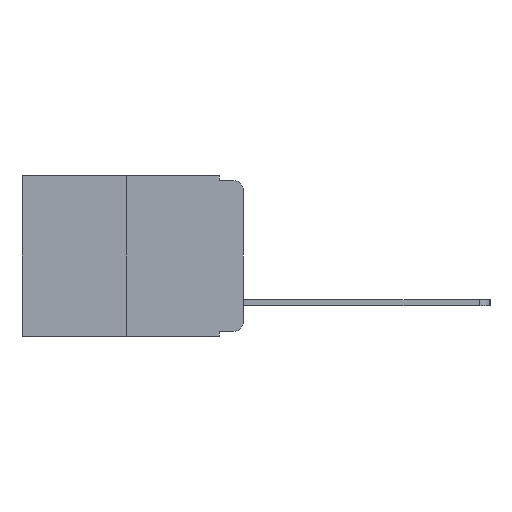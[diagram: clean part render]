
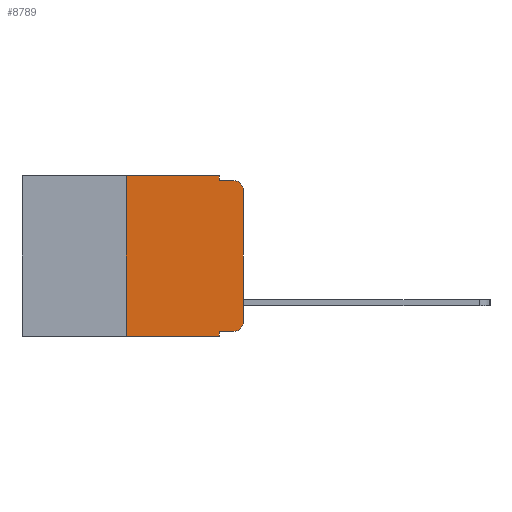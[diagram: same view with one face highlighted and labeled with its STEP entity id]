
A CAD part, left-side view. The second image highlights one B-rep face of the part: STEP entity #8789.
In plain terms, the highlighted planar face has unit normal (-1, 0, 0).
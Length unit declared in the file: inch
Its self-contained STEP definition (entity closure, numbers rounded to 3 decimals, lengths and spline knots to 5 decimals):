
#310 = VECTOR ( 'NONE', #16210, 39.37008 ) ;
#579 = CARTESIAN_POINT ( 'NONE',  ( 0., 0.051, -0.01 ) ) ;
#891 = VERTEX_POINT ( 'NONE', #6905 ) ;
#1197 = VERTEX_POINT ( 'NONE', #7330 ) ;
#2039 = VECTOR ( 'NONE', #2183, 39.37008 ) ;
#2093 = DIRECTION ( 'NONE',  ( 0., -1., 0. ) ) ;
#2183 = DIRECTION ( 'NONE',  ( 0., 0., -1. ) ) ;
#2222 = CARTESIAN_POINT ( 'NONE',  ( 0., 0.473, -0.343 ) ) ;
#2628 = VERTEX_POINT ( 'NONE', #11006 ) ;
#2876 = CARTESIAN_POINT ( 'NONE',  ( 0., 0.051, -0.333 ) ) ;
#2892 = LINE ( 'NONE', #3199, #13629 ) ;
#3199 = CARTESIAN_POINT ( 'NONE',  ( 0., 0.051, -0.333 ) ) ;
#3449 = CARTESIAN_POINT ( 'NONE',  ( 0., 0.051, 0. ) ) ;
#4308 = ORIENTED_EDGE ( 'NONE', *, *, #13205, .F. ) ;
#4398 = LINE ( 'NONE', #2222, #310 ) ;
#4561 = ORIENTED_EDGE ( 'NONE', *, *, #17387, .T. ) ;
#5193 = CARTESIAN_POINT ( 'NONE',  ( 0., 0.02, -0.03 ) ) ;
#5208 = VERTEX_POINT ( 'NONE', #14681 ) ;
#5432 = ORIENTED_EDGE ( 'NONE', *, *, #10379, .T. ) ;
#5434 = CARTESIAN_POINT ( 'NONE',  ( 0., 0., 0. ) ) ;
#5662 = VERTEX_POINT ( 'NONE', #579 ) ;
#5823 = CARTESIAN_POINT ( 'NONE',  ( 0., 0., -0.313 ) ) ;
#6004 = AXIS2_PLACEMENT_3D ( 'NONE', #14635, #6476, #15949 ) ;
#6106 = VECTOR ( 'NONE', #8607, 39.37008 ) ;
#6372 = ORIENTED_EDGE ( 'NONE', *, *, #11023, .F. ) ;
#6476 = DIRECTION ( 'NONE',  ( -1., 0., 0. ) ) ;
#6490 = ORIENTED_EDGE ( 'NONE', *, *, #10987, .F. ) ;
#6504 = EDGE_CURVE ( 'NONE', #7766, #891, #9801, .T. ) ;
#6676 = DIRECTION ( 'NONE',  ( 0., 0., -1. ) ) ;
#6714 = ORIENTED_EDGE ( 'NONE', *, *, #14645, .T. ) ;
#6904 = DIRECTION ( 'NONE',  ( 0., 0., 1. ) ) ;
#6905 = CARTESIAN_POINT ( 'NONE',  ( 0., 0.051, -0.343 ) ) ;
#7330 = CARTESIAN_POINT ( 'NONE',  ( 0., 0.051, 0. ) ) ;
#7375 = EDGE_CURVE ( 'NONE', #2628, #10567, #16831, .T. ) ;
#7520 = VECTOR ( 'NONE', #8056, 39.37008 ) ;
#7573 = ORIENTED_EDGE ( 'NONE', *, *, #12986, .F. ) ;
#7625 = DIRECTION ( 'NONE',  ( 0., -1., 0. ) ) ;
#7766 = VERTEX_POINT ( 'NONE', #2876 ) ;
#7917 = CARTESIAN_POINT ( 'NONE',  ( 0., 0.473, 0. ) ) ;
#8056 = DIRECTION ( 'NONE',  ( 0., -1., 0. ) ) ;
#8607 = DIRECTION ( 'NONE',  ( 0., 0., 1. ) ) ;
#8789 = ADVANCED_FACE ( 'NONE', ( #15406 ), #9252, .F. ) ;
#8849 = LINE ( 'NONE', #16048, #11992 ) ;
#9006 = VERTEX_POINT ( 'NONE', #12282 ) ;
#9106 = CIRCLE ( 'NONE', #10785, 0.02 ) ;
#9185 = LINE ( 'NONE', #3449, #16281 ) ;
#9252 = PLANE ( 'NONE',  #14145 ) ;
#9307 = DIRECTION ( 'NONE',  ( 0., 0., -1. ) ) ;
#9699 = LINE ( 'NONE', #5434, #16377 ) ;
#9732 = EDGE_CURVE ( 'NONE', #17169, #9006, #9106, .T. ) ;
#9801 = LINE ( 'NONE', #16339, #2039 ) ;
#10012 = ORIENTED_EDGE ( 'NONE', *, *, #9732, .T. ) ;
#10379 = EDGE_CURVE ( 'NONE', #10567, #17169, #9699, .T. ) ;
#10567 = VERTEX_POINT ( 'NONE', #5823 ) ;
#10785 = AXIS2_PLACEMENT_3D ( 'NONE', #5193, #14816, #6676 ) ;
#10987 = EDGE_CURVE ( 'NONE', #17969, #1197, #8849, .T. ) ;
#11006 = CARTESIAN_POINT ( 'NONE',  ( 0., 0.02, -0.333 ) ) ;
#11023 = EDGE_CURVE ( 'NONE', #5662, #9006, #11155, .T. ) ;
#11155 = LINE ( 'NONE', #14785, #7520 ) ;
#11374 = ORIENTED_EDGE ( 'NONE', *, *, #7375, .T. ) ;
#11992 = VECTOR ( 'NONE', #2093, 39.37008 ) ;
#12282 = CARTESIAN_POINT ( 'NONE',  ( 0., 0.02, -0.01 ) ) ;
#12986 = EDGE_CURVE ( 'NONE', #5208, #17969, #13359, .T. ) ;
#13205 = EDGE_CURVE ( 'NONE', #1197, #5662, #9185, .T. ) ;
#13228 = DIRECTION ( 'NONE',  ( 0., 0., -1. ) ) ;
#13359 = LINE ( 'NONE', #17897, #6106 ) ;
#13629 = VECTOR ( 'NONE', #7625, 39.37008 ) ;
#14145 = AXIS2_PLACEMENT_3D ( 'NONE', #7917, #17264, #9307 ) ;
#14399 = ORIENTED_EDGE ( 'NONE', *, *, #6504, .F. ) ;
#14635 = CARTESIAN_POINT ( 'NONE',  ( 0., 0.02, -0.313 ) ) ;
#14645 = EDGE_CURVE ( 'NONE', #7766, #2628, #2892, .T. ) ;
#14681 = CARTESIAN_POINT ( 'NONE',  ( 0., 0.25, -0.343 ) ) ;
#14785 = CARTESIAN_POINT ( 'NONE',  ( 0., 0.051, -0.01 ) ) ;
#14816 = DIRECTION ( 'NONE',  ( -1., 0., 0. ) ) ;
#15406 = FACE_OUTER_BOUND ( 'NONE', #16332, .T. ) ;
#15949 = DIRECTION ( 'NONE',  ( 0., 0., -1. ) ) ;
#16048 = CARTESIAN_POINT ( 'NONE',  ( 0., 0.473, 0. ) ) ;
#16210 = DIRECTION ( 'NONE',  ( 0., -1., 0. ) ) ;
#16281 = VECTOR ( 'NONE', #13228, 39.37008 ) ;
#16332 = EDGE_LOOP ( 'NONE', ( #5432, #10012, #6372, #4308, #6490, #7573, #4561, #14399, #6714, #11374 ) ) ;
#16339 = CARTESIAN_POINT ( 'NONE',  ( 0., 0.051, 0. ) ) ;
#16377 = VECTOR ( 'NONE', #6904, 39.37008 ) ;
#16831 = CIRCLE ( 'NONE', #6004, 0.02 ) ;
#17112 = CARTESIAN_POINT ( 'NONE',  ( 0., 0., -0.03 ) ) ;
#17169 = VERTEX_POINT ( 'NONE', #17112 ) ;
#17264 = DIRECTION ( 'NONE',  ( 1., 0., 0. ) ) ;
#17387 = EDGE_CURVE ( 'NONE', #5208, #891, #4398, .T. ) ;
#17437 = CARTESIAN_POINT ( 'NONE',  ( 0., 0.25, 0. ) ) ;
#17897 = CARTESIAN_POINT ( 'NONE',  ( 0., 0.25, 0. ) ) ;
#17969 = VERTEX_POINT ( 'NONE', #17437 ) ;
